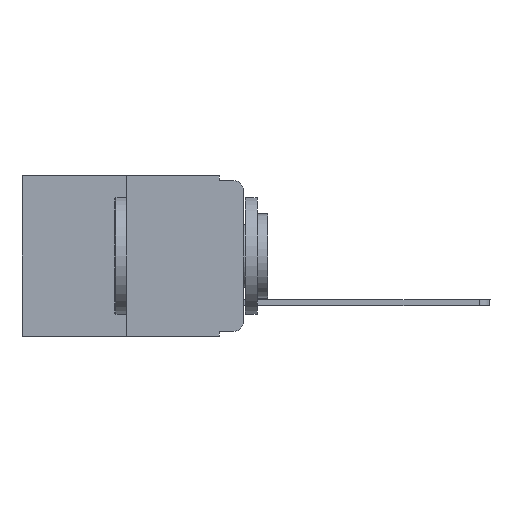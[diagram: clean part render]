
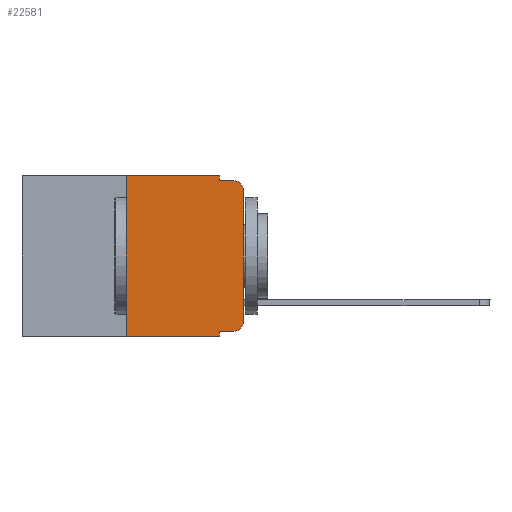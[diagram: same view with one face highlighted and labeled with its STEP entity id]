
A CAD part, left-side view. The second image highlights one B-rep face of the part: STEP entity #22581.
In plain terms, the highlighted planar face has unit normal (-1, 0, 0).
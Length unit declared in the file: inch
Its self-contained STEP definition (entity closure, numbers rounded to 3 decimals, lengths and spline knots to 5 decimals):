
#234 = VECTOR ( 'NONE', #8044, 39.37008 ) ;
#1425 = VECTOR ( 'NONE', #5126, 39.37008 ) ;
#1745 = DIRECTION ( 'NONE',  ( 0., -1., 0. ) ) ;
#1809 = ORIENTED_EDGE ( 'NONE', *, *, #5313, .F. ) ;
#2070 = ORIENTED_EDGE ( 'NONE', *, *, #16788, .T. ) ;
#2695 = EDGE_LOOP ( 'NONE', ( #2070, #16541, #1809, #3971, #5091, #4142, #12249, #13960, #5599, #4440 ) ) ;
#3016 = VERTEX_POINT ( 'NONE', #22856 ) ;
#3041 = CARTESIAN_POINT ( 'NONE',  ( 0., 0.02, -0.01 ) ) ;
#3971 = ORIENTED_EDGE ( 'NONE', *, *, #5152, .F. ) ;
#4142 = ORIENTED_EDGE ( 'NONE', *, *, #14235, .F. ) ;
#4147 = AXIS2_PLACEMENT_3D ( 'NONE', #12371, #17880, #18524 ) ;
#4407 = CARTESIAN_POINT ( 'NONE',  ( 0., 0.25, -0.343 ) ) ;
#4440 = ORIENTED_EDGE ( 'NONE', *, *, #11349, .T. ) ;
#5075 = CARTESIAN_POINT ( 'NONE',  ( 0., 0.02, -0.313 ) ) ;
#5091 = ORIENTED_EDGE ( 'NONE', *, *, #15228, .F. ) ;
#5126 = DIRECTION ( 'NONE',  ( 0., -1., 0. ) ) ;
#5152 = EDGE_CURVE ( 'NONE', #14871, #16315, #7089, .T. ) ;
#5313 = EDGE_CURVE ( 'NONE', #16315, #22753, #17463, .T. ) ;
#5576 = CARTESIAN_POINT ( 'NONE',  ( 0., 0.051, -0.01 ) ) ;
#5599 = ORIENTED_EDGE ( 'NONE', *, *, #6210, .T. ) ;
#5839 = CARTESIAN_POINT ( 'NONE',  ( 0., 0.02, -0.333 ) ) ;
#6210 = EDGE_CURVE ( 'NONE', #18398, #20150, #7808, .T. ) ;
#7073 = DIRECTION ( 'NONE',  ( -1., 0., 0. ) ) ;
#7089 = LINE ( 'NONE', #10475, #11587 ) ;
#7232 = EDGE_CURVE ( 'NONE', #18398, #19490, #17277, .T. ) ;
#7527 = LINE ( 'NONE', #12772, #19559 ) ;
#7808 = LINE ( 'NONE', #17545, #1425 ) ;
#8044 = DIRECTION ( 'NONE',  ( 0., 0., -1. ) ) ;
#8250 = AXIS2_PLACEMENT_3D ( 'NONE', #13522, #20573, #22602 ) ;
#8621 = EDGE_CURVE ( 'NONE', #14098, #22753, #9094, .T. ) ;
#9094 = CIRCLE ( 'NONE', #8250, 0.02 ) ;
#10188 = VECTOR ( 'NONE', #1745, 39.37008 ) ;
#10475 = CARTESIAN_POINT ( 'NONE',  ( 0., 0.051, 0. ) ) ;
#10792 = LINE ( 'NONE', #22000, #22247 ) ;
#11076 = CARTESIAN_POINT ( 'NONE',  ( 0., 0., -0.313 ) ) ;
#11349 = EDGE_CURVE ( 'NONE', #20150, #21222, #16228, .T. ) ;
#11465 = CARTESIAN_POINT ( 'NONE',  ( 0., 0.051, -0.333 ) ) ;
#11552 = DIRECTION ( 'NONE',  ( 0., 0., 1. ) ) ;
#11587 = VECTOR ( 'NONE', #15977, 39.37008 ) ;
#12249 = ORIENTED_EDGE ( 'NONE', *, *, #19858, .T. ) ;
#12371 = CARTESIAN_POINT ( 'NONE',  ( 0., 0.473, 0. ) ) ;
#12455 = VERTEX_POINT ( 'NONE', #4407 ) ;
#12772 = CARTESIAN_POINT ( 'NONE',  ( 0., 0.473, -0.343 ) ) ;
#13471 = CARTESIAN_POINT ( 'NONE',  ( 0., 0., -0.03 ) ) ;
#13522 = CARTESIAN_POINT ( 'NONE',  ( 0., 0.02, -0.03 ) ) ;
#13789 = VECTOR ( 'NONE', #21743, 39.37008 ) ;
#13960 = ORIENTED_EDGE ( 'NONE', *, *, #7232, .F. ) ;
#14098 = VERTEX_POINT ( 'NONE', #13471 ) ;
#14113 = CARTESIAN_POINT ( 'NONE',  ( 0., 0.473, 0. ) ) ;
#14235 = EDGE_CURVE ( 'NONE', #12455, #3016, #10792, .T. ) ;
#14610 = FACE_OUTER_BOUND ( 'NONE', #2695, .T. ) ;
#14824 = CARTESIAN_POINT ( 'NONE',  ( 0., 0.051, -0.01 ) ) ;
#14836 = AXIS2_PLACEMENT_3D ( 'NONE', #5075, #7073, #23085 ) ;
#14871 = VERTEX_POINT ( 'NONE', #16547 ) ;
#15228 = EDGE_CURVE ( 'NONE', #3016, #14871, #19920, .T. ) ;
#15532 = PLANE ( 'NONE',  #4147 ) ;
#15977 = DIRECTION ( 'NONE',  ( 0., 0., -1. ) ) ;
#16228 = CIRCLE ( 'NONE', #14836, 0.02 ) ;
#16308 = CARTESIAN_POINT ( 'NONE',  ( 0., 0.051, -0.343 ) ) ;
#16315 = VERTEX_POINT ( 'NONE', #14824 ) ;
#16541 = ORIENTED_EDGE ( 'NONE', *, *, #8621, .T. ) ;
#16547 = CARTESIAN_POINT ( 'NONE',  ( 0., 0.051, 0. ) ) ;
#16788 = EDGE_CURVE ( 'NONE', #21222, #14098, #16793, .T. ) ;
#16793 = LINE ( 'NONE', #20137, #22115 ) ;
#17111 = CARTESIAN_POINT ( 'NONE',  ( 0., 0.051, 0. ) ) ;
#17277 = LINE ( 'NONE', #17111, #234 ) ;
#17463 = LINE ( 'NONE', #5576, #13789 ) ;
#17545 = CARTESIAN_POINT ( 'NONE',  ( 0., 0.051, -0.333 ) ) ;
#17880 = DIRECTION ( 'NONE',  ( 1., 0., 0. ) ) ;
#18125 = DIRECTION ( 'NONE',  ( 0., -1., 0. ) ) ;
#18398 = VERTEX_POINT ( 'NONE', #11465 ) ;
#18524 = DIRECTION ( 'NONE',  ( 0., 0., -1. ) ) ;
#19490 = VERTEX_POINT ( 'NONE', #16308 ) ;
#19559 = VECTOR ( 'NONE', #18125, 39.37008 ) ;
#19858 = EDGE_CURVE ( 'NONE', #12455, #19490, #7527, .T. ) ;
#19920 = LINE ( 'NONE', #14113, #10188 ) ;
#20137 = CARTESIAN_POINT ( 'NONE',  ( 0., 0., 0. ) ) ;
#20150 = VERTEX_POINT ( 'NONE', #5839 ) ;
#20350 = DIRECTION ( 'NONE',  ( 0., 0., 1. ) ) ;
#20573 = DIRECTION ( 'NONE',  ( -1., 0., 0. ) ) ;
#21222 = VERTEX_POINT ( 'NONE', #11076 ) ;
#21743 = DIRECTION ( 'NONE',  ( 0., -1., 0. ) ) ;
#22000 = CARTESIAN_POINT ( 'NONE',  ( 0., 0.25, 0. ) ) ;
#22115 = VECTOR ( 'NONE', #11552, 39.37008 ) ;
#22247 = VECTOR ( 'NONE', #20350, 39.37008 ) ;
#22581 = ADVANCED_FACE ( 'NONE', ( #14610 ), #15532, .F. ) ;
#22602 = DIRECTION ( 'NONE',  ( 0., 0., -1. ) ) ;
#22753 = VERTEX_POINT ( 'NONE', #3041 ) ;
#22856 = CARTESIAN_POINT ( 'NONE',  ( 0., 0.25, 0. ) ) ;
#23085 = DIRECTION ( 'NONE',  ( 0., 0., -1. ) ) ;
